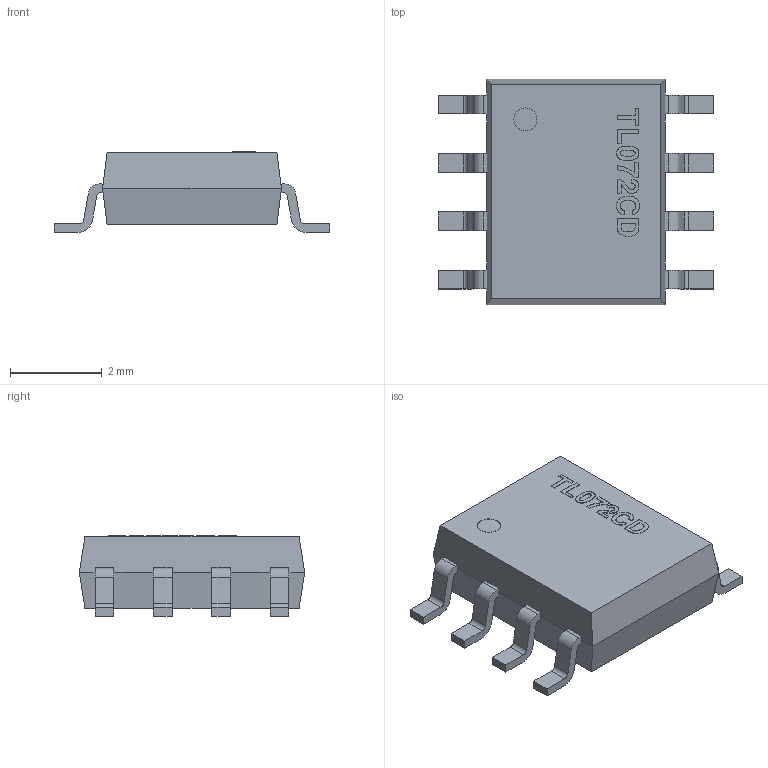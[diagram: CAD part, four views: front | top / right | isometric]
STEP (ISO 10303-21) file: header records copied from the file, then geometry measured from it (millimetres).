
FILE_DESCRIPTION(('FreeCAD Model'),'2;1');
FILE_NAME('Texas_Instruments_TL072CD.step','2019-07-23T15:55:00',( 'Author'),(''),'Open CASCADE STEP processor 7.3','FreeCAD','Unknown' );
FILE_SCHEMA(('AUTOMOTIVE_DESIGN { 1 0 10303 214 1 1 1 1 }'));
Length unit declared in the file: millimetre
Products named in the file (1): TL072CD
Bounding box: 6 x 4.91 x 1.76 mm (x, y, z)
Volume: 29.7 mm3; surface area: 78.1 mm2
Topology: 1 solids, 1 shells, 225 faces, 635 edges, 422 vertices
Faces by surface type: plane 116, extrusion 68, cylinder 33, bspline 8
Full cylindrical faces by diameter (mm): 0.5 x1
Entity records: 8963 total; most frequent: CARTESIAN_POINT 1883, ORIENTED_EDGE 1270, DIRECTION 877, EDGE_CURVE 635, VECTOR 445, VERTEX_POINT 422, LINE 377, B_SPLINE_CURVE_WITH_KNOTS 260
